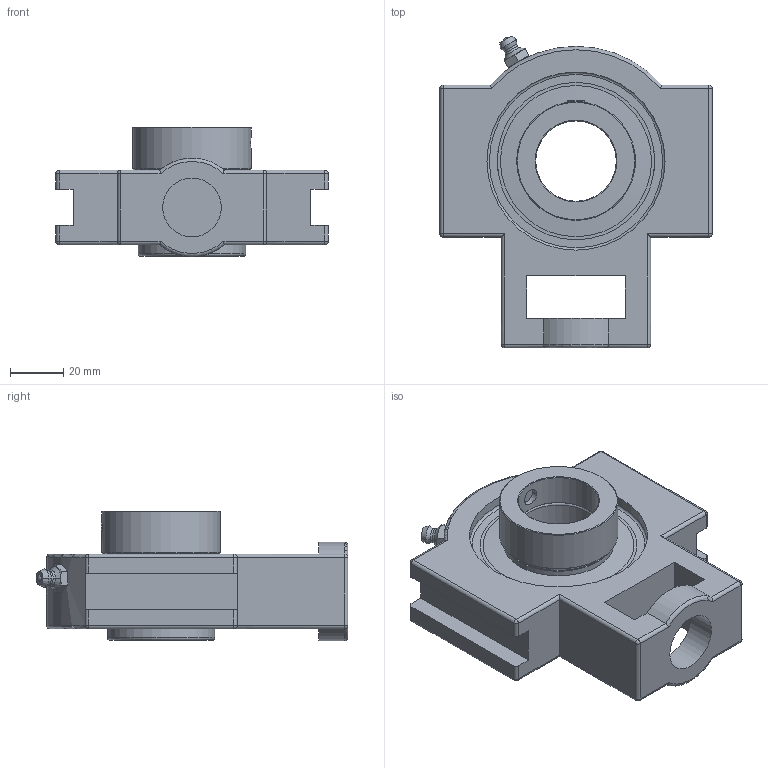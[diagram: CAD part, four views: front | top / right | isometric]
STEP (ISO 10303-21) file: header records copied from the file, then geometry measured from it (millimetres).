
FILE_DESCRIPTION(('HOOPS Exchange Step'),'2;1');
FILE_NAME('export-2DD37327-6A68-4379-AF62-3CB3291884C9.stp','2019-12-18T08:13:21-08:00',('ibuslach'),('Alibre'),'HOOPS Exchange 2019.2','Alibre','Unknown authorisation');
FILE_SCHEMA( ('AP242_MANAGED_MODEL_BASED_3D_ENGINEERING_MIM_LF {1 0 10303 442 1 1 4 }') );
Length unit declared in the file: centimetre
Products named in the file (8): UCP ZERK 6mm; MRN ST 206 (NO LETTERING); SHC 206-19 Races; SHC 206-19 Flinger; SHC 206-19 Collar; SHC 204 SS; MRN SHC 206-19; MRN SHCT 206-19
Assembly tree (7 placements, depth 3):
  MRN SHCT 206-19
    UCP ZERK 6mm
    MRN ST 206 (NO LETTERING)
    MRN SHC 206-19
      SHC 206-19 Races
      SHC 206-19 Flinger
      SHC 206-19 Collar
      SHC 204 SS
Bounding box: 102 x 116.89 x 48.6 mm (x, y, z)
Volume: 174484.2 mm3; surface area: 65051.6 mm2
Topology: 18 solids, 18 shells, 213 faces, 553 edges, 339 vertices
Faces by surface type: cylinder 75, plane 63, sphere 31, cone 20, torus 20, bspline 4
Full cylindrical faces by diameter (mm): 2.005 x2, 6 x2, 6.35 x3, 22 x1, 30.162 x2, 37.631 x1, 37.643 x1, 40.259 x4, 41.275 x2, 44.5 x1, 55.093 x2, 56.642 x4, 66.752 x2
Entity records: 9841 total; most frequent: CARTESIAN_POINT 4507, DIRECTION 1147, ORIENTED_EDGE 1028, EDGE_CURVE 514, AXIS2_PLACEMENT_3D 469, VERTEX_POINT 339, EDGE_LOOP 239, FACE_BOUND 239
